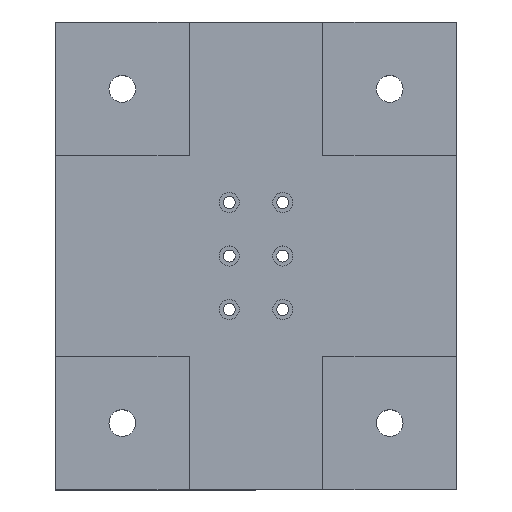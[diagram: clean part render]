
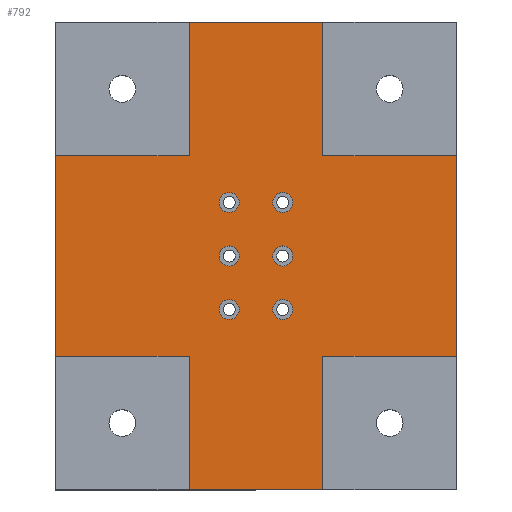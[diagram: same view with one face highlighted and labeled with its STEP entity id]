
A CAD part, top view. The second image highlights one B-rep face of the part: STEP entity #792.
In plain terms, the highlighted planar face has unit normal (0, 0, 1).
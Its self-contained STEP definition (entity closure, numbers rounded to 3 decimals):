
#140=CARTESIAN_POINT('',(27.5,0.,20.0));
#141=VERTEX_POINT('',#140);
#142=CARTESIAN_POINT('',(20.,0.,20.0));
#143=DIRECTION('',(0.0,0.0,-1.0));
#144=DIRECTION('',(1.0,0.0,0.0));
#145=AXIS2_PLACEMENT_3D('',#142,#143,#144);
#146=CIRCLE('',#145,7.5);
#147=EDGE_CURVE('',#141,#141,#146,.T.);
#208=CARTESIAN_POINT('',(27.5,-40.,20.0));
#209=VERTEX_POINT('',#208);
#210=CARTESIAN_POINT('',(20.,-40.,20.0));
#211=DIRECTION('',(0.0,0.0,-1.0));
#212=DIRECTION('',(1.0,0.0,0.0));
#213=AXIS2_PLACEMENT_3D('',#210,#211,#212);
#214=CIRCLE('',#213,7.5);
#215=EDGE_CURVE('',#209,#209,#214,.T.);
#276=CARTESIAN_POINT('',(-12.5,40.,20.0));
#277=VERTEX_POINT('',#276);
#278=CARTESIAN_POINT('',(-20.,40.,20.0));
#279=DIRECTION('',(0.0,0.0,-1.0));
#280=DIRECTION('',(1.0,0.0,0.0));
#281=AXIS2_PLACEMENT_3D('',#278,#279,#280);
#282=CIRCLE('',#281,7.5);
#283=EDGE_CURVE('',#277,#277,#282,.T.);
#344=CARTESIAN_POINT('',(-12.5,0.,20.0));
#345=VERTEX_POINT('',#344);
#346=CARTESIAN_POINT('',(-20.,0.,20.0));
#347=DIRECTION('',(0.0,0.0,-1.0));
#348=DIRECTION('',(1.0,0.0,0.0));
#349=AXIS2_PLACEMENT_3D('',#346,#347,#348);
#350=CIRCLE('',#349,7.5);
#351=EDGE_CURVE('',#345,#345,#350,.T.);
#412=CARTESIAN_POINT('',(27.5,40.,20.0));
#413=VERTEX_POINT('',#412);
#414=CARTESIAN_POINT('',(20.,40.,20.0));
#415=DIRECTION('',(0.0,0.0,-1.0));
#416=DIRECTION('',(1.0,0.0,0.0));
#417=AXIS2_PLACEMENT_3D('',#414,#415,#416);
#418=CIRCLE('',#417,7.5);
#419=EDGE_CURVE('',#413,#413,#418,.T.);
#480=CARTESIAN_POINT('',(-12.5,-40.,20.0));
#481=VERTEX_POINT('',#480);
#482=CARTESIAN_POINT('',(-20.,-40.,20.0));
#483=DIRECTION('',(0.0,0.0,-1.0));
#484=DIRECTION('',(1.0,0.0,0.0));
#485=AXIS2_PLACEMENT_3D('',#482,#483,#484);
#486=CIRCLE('',#485,7.5);
#487=EDGE_CURVE('',#481,#481,#486,.T.);
#531=CARTESIAN_POINT('',(115.188,-125.,20.0));
#532=VERTEX_POINT('',#531);
#533=CARTESIAN_POINT('',(100.,-125.,20.0));
#534=DIRECTION('',(0.0,0.0,-1.0));
#535=DIRECTION('',(1.0,0.0,0.0));
#536=AXIS2_PLACEMENT_3D('',#533,#534,#535);
#537=CIRCLE('',#536,15.188);
#538=EDGE_CURVE('',#532,#532,#537,.T.);
#559=CARTESIAN_POINT('',(-84.812,125.,20.0));
#560=VERTEX_POINT('',#559);
#561=CARTESIAN_POINT('',(-100.,125.,20.0));
#562=DIRECTION('',(0.0,0.0,-1.0));
#563=DIRECTION('',(1.0,0.0,0.0));
#564=AXIS2_PLACEMENT_3D('',#561,#562,#563);
#565=CIRCLE('',#564,15.188);
#566=EDGE_CURVE('',#560,#560,#565,.T.);
#587=CARTESIAN_POINT('',(115.188,125.,20.0));
#588=VERTEX_POINT('',#587);
#589=CARTESIAN_POINT('',(100.,125.,20.0));
#590=DIRECTION('',(0.0,0.0,-1.0));
#591=DIRECTION('',(1.0,0.0,0.0));
#592=AXIS2_PLACEMENT_3D('',#589,#590,#591);
#593=CIRCLE('',#592,15.188);
#594=EDGE_CURVE('',#588,#588,#593,.T.);
#615=CARTESIAN_POINT('',(-84.812,-125.,20.0));
#616=VERTEX_POINT('',#615);
#617=CARTESIAN_POINT('',(-100.,-125.,20.0));
#618=DIRECTION('',(0.0,0.0,-1.0));
#619=DIRECTION('',(1.0,0.0,0.0));
#620=AXIS2_PLACEMENT_3D('',#617,#618,#619);
#621=CIRCLE('',#620,15.188);
#622=EDGE_CURVE('',#616,#616,#621,.T.);
#632=CARTESIAN_POINT('',(-150.,-175.0,20.0));
#633=VERTEX_POINT('',#632);
#634=CARTESIAN_POINT('',(-150.,175.0,20.0));
#635=VERTEX_POINT('',#634);
#636=CARTESIAN_POINT('',(-150.,-175.0,20.0));
#637=DIRECTION('',(0.0,1.0,0.0));
#638=VECTOR('',#637,350.0);
#639=LINE('',#636,#638);
#640=EDGE_CURVE('',#633,#635,#639,.T.);
#672=CARTESIAN_POINT('',(150.,175.,20.0));
#673=VERTEX_POINT('',#672);
#674=CARTESIAN_POINT('',(-150.,175.0,20.0));
#675=DIRECTION('',(1.0,0.0,0.0));
#676=VECTOR('',#675,300.0);
#677=LINE('',#674,#676);
#678=EDGE_CURVE('',#635,#673,#677,.T.);
#703=CARTESIAN_POINT('',(150.,-175.,20.0));
#704=VERTEX_POINT('',#703);
#705=CARTESIAN_POINT('',(150.,175.,20.0));
#706=DIRECTION('',(0.0,-1.0,0.0));
#707=VECTOR('',#706,350.);
#708=LINE('',#705,#707);
#709=EDGE_CURVE('',#673,#704,#708,.T.);
#734=CARTESIAN_POINT('',(150.,-175.,20.0));
#735=DIRECTION('',(-1.0,0.0,0.0));
#736=VECTOR('',#735,300.0);
#737=LINE('',#734,#736);
#738=EDGE_CURVE('',#704,#633,#737,.T.);
#751=CARTESIAN_POINT('',(0.,0.,20.0));
#752=DIRECTION('',(0.0,0.0,1.0));
#753=DIRECTION('',(1.0,0.0,0.0));
#754=AXIS2_PLACEMENT_3D('',#751,#752,#753);
#755=PLANE('',#754);
#756=ORIENTED_EDGE('',*,*,#640,.F.);
#757=ORIENTED_EDGE('',*,*,#738,.F.);
#758=ORIENTED_EDGE('',*,*,#709,.F.);
#759=ORIENTED_EDGE('',*,*,#678,.F.);
#760=EDGE_LOOP('',(#756,#757,#758,#759));
#761=FACE_OUTER_BOUND('',#760,.T.);
#762=ORIENTED_EDGE('',*,*,#147,.T.);
#763=EDGE_LOOP('',(#762));
#764=FACE_BOUND('',#763,.T.);
#765=ORIENTED_EDGE('',*,*,#215,.T.);
#766=EDGE_LOOP('',(#765));
#767=FACE_BOUND('',#766,.T.);
#768=ORIENTED_EDGE('',*,*,#283,.T.);
#769=EDGE_LOOP('',(#768));
#770=FACE_BOUND('',#769,.T.);
#771=ORIENTED_EDGE('',*,*,#351,.T.);
#772=EDGE_LOOP('',(#771));
#773=FACE_BOUND('',#772,.T.);
#774=ORIENTED_EDGE('',*,*,#419,.T.);
#775=EDGE_LOOP('',(#774));
#776=FACE_BOUND('',#775,.T.);
#777=ORIENTED_EDGE('',*,*,#487,.T.);
#778=EDGE_LOOP('',(#777));
#779=FACE_BOUND('',#778,.T.);
#780=ORIENTED_EDGE('',*,*,#538,.T.);
#781=EDGE_LOOP('',(#780));
#782=FACE_BOUND('',#781,.T.);
#783=ORIENTED_EDGE('',*,*,#566,.T.);
#784=EDGE_LOOP('',(#783));
#785=FACE_BOUND('',#784,.T.);
#786=ORIENTED_EDGE('',*,*,#594,.T.);
#787=EDGE_LOOP('',(#786));
#788=FACE_BOUND('',#787,.T.);
#789=ORIENTED_EDGE('',*,*,#622,.T.);
#790=EDGE_LOOP('',(#789));
#791=FACE_BOUND('',#790,.T.);
#792=ADVANCED_FACE('',(#761,#764,#767,#770,#773,#776,#779,#782,#785,#788,#791),#755,.T.);
